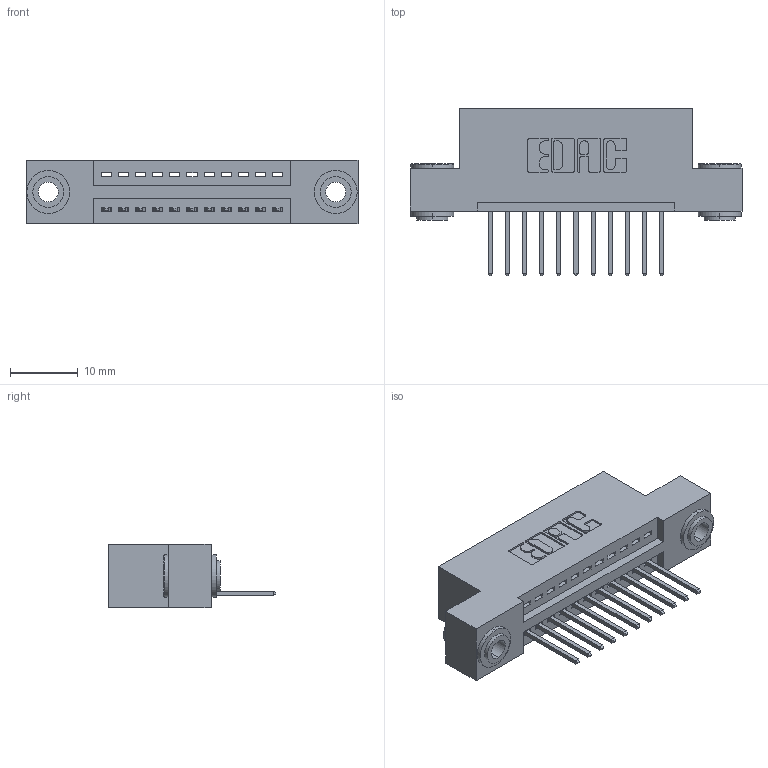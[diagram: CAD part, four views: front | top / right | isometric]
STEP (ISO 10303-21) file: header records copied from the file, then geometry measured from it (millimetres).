
FILE_DESCRIPTION (( 'STEP AP203' ), '1' );
FILE_NAME ('345-011-523-103.STEP', '2019-10-03T23:24:26', ( '' ), ( '' ), 'SwSTEP 2.0', 'SolidWorks 2016', '' );
FILE_SCHEMA (( 'CONFIG_CONTROL_DESIGN' ));
Length unit declared in the file: inch
Products named in the file (4): 345-011-523-103; 345-292-001_345-293-123; 345-250-002_345-250-002-102; 345 Part_Flush Mounting Lugs - 0.156 Dia-TH
Assembly tree (14 placements, depth 2):
  345-011-523-103
    345 Part_Flush Mounting Lugs - 0.156 Dia-TH
    345-292-001_345-293-123  x11
    345-250-002_345-250-002-102  x2
Bounding box: 49.15 x 24.82 x 9.4 mm (x, y, z)
Volume: 4429.4 mm3; surface area: 5691.4 mm2
Topology: 14 solids, 14 shells, 802 faces, 2353 edges, 1550 vertices
Faces by surface type: plane 530, cylinder 264, cone 8
Entity records: 13120 total; most frequent: CARTESIAN_POINT 2252, ORIENTED_EDGE 2190, DIRECTION 2043, EDGE_CURVE 1095, VECTOR 895, LINE 895, VERTEX_POINT 726, AXIS2_PLACEMENT_3D 574
